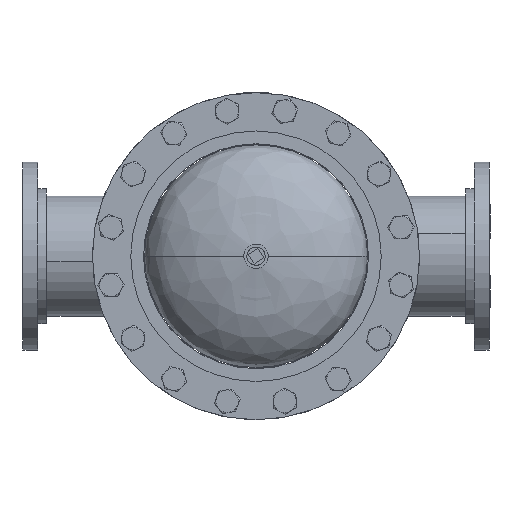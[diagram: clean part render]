
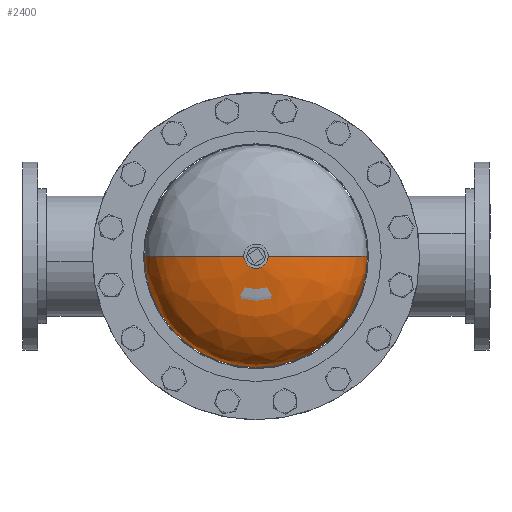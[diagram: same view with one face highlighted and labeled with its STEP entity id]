
A CAD part, front view. The second image highlights one B-rep face of the part: STEP entity #2400.
In plain terms, the highlighted free-form (B-spline) face has degree [3, 3] with [4, 4] control points.
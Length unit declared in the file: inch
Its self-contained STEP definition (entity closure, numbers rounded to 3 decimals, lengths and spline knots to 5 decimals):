
#1 = AXIS2_PLACEMENT_3D ( 'NONE', #13772, #9791, #16549 ) ;
#199 = ORIENTED_EDGE ( 'NONE', *, *, #15836, .F. ) ;
#261 = EDGE_CURVE ( 'NONE', #17214, #15895, #908, .T. ) ;
#850 = DIRECTION ( 'NONE',  ( 0., -1., 0. ) ) ;
#908 = CIRCLE ( 'NONE', #1, 8. ) ;
#1229 = CARTESIAN_POINT ( 'NONE',  ( -5.07546, 4.33799, 0. ) ) ;
#1276 = DIRECTION ( 'NONE',  ( 0., -1., 0. ) ) ;
#1398 = CARTESIAN_POINT ( 'NONE',  ( 0.75, 4.54417, 0. ) ) ;
#1541 = CARTESIAN_POINT ( 'NONE',  ( 0., 0.5125, -8. ) ) ;
#1874 =( BOUNDED_CURVE ( )  B_SPLINE_CURVE ( 3, ( #8006, #3996, #13505, #8258 ),
 .UNSPECIFIED., .F., .F. ) 
 B_SPLINE_CURVE_WITH_KNOTS ( ( 4, 4 ),
 ( 1.66468, 3.14159 ),
 .UNSPECIFIED. ) 
 CURVE ( )  GEOMETRIC_REPRESENTATION_ITEM ( )  RATIONAL_B_SPLINE_CURVE ( ( 1., 0.826, 0.826, 1. ) ) 
 REPRESENTATION_ITEM ( '' )  );
#2400 = ADVANCED_FACE ( 'NONE', ( #16533 ), #5577, .F. ) ;
#2521 = CARTESIAN_POINT ( 'NONE',  ( -8., 0.5125, 0. ) ) ;
#2633 = ORIENTED_EDGE ( 'NONE', *, *, #5599, .T. ) ;
#2658 = VERTEX_POINT ( 'NONE', #7185 ) ;
#2683 = CARTESIAN_POINT ( 'NONE',  ( -8., 0.5125, -16. ) ) ;
#2701 = DIRECTION ( 'NONE',  ( 0., 0., -1. ) ) ;
#3187 = CIRCLE ( 'NONE', #5496, 0.75 ) ;
#3979 = CARTESIAN_POINT ( 'NONE',  ( -5.07546, 4.33799, -10.15091 ) ) ;
#3996 = CARTESIAN_POINT ( 'NONE',  ( -5.07546, 4.33799, 0. ) ) ;
#4196 = DIRECTION ( 'NONE',  ( 0., 0., -1. ) ) ;
#4443 = CARTESIAN_POINT ( 'NONE',  ( 5.07546, 4.33799, 0. ) ) ;
#4528 = AXIS2_PLACEMENT_3D ( 'NONE', #11082, #850, #9128 ) ;
#5189 = VERTEX_POINT ( 'NONE', #17431 ) ;
#5334 = CARTESIAN_POINT ( 'NONE',  ( 8., 0.5125, -16. ) ) ;
#5496 = AXIS2_PLACEMENT_3D ( 'NONE', #10982, #11150, #2701 ) ;
#5500 = ORIENTED_EDGE ( 'NONE', *, *, #10073, .T. ) ;
#5577 =( BOUNDED_SURFACE ( )  B_SPLINE_SURFACE ( 3, 3, ( 
 ( #16369, #16713, #11217, #1398 ),
 ( #1229, #3979, #15172, #9514 ),
 ( #15263, #17711, #11133, #14919 ),
 ( #2521, #2683, #5334, #15003 ) ),
 .UNSPECIFIED., .F., .F., .F. ) 
 B_SPLINE_SURFACE_WITH_KNOTS ( ( 4, 4 ),
 ( 4, 4 ),
 ( 0., 1. ),
 ( 0., 1. ),
 .UNSPECIFIED. ) 
 GEOMETRIC_REPRESENTATION_ITEM ( )  RATIONAL_B_SPLINE_SURFACE ( (
 ( 1., 0.333, 0.333, 1.),
 ( 0.826, 0.275, 0.275, 0.826),
 ( 0.826, 0.275, 0.275, 0.826),
 ( 1., 0.333, 0.333, 1.) ) ) 
 REPRESENTATION_ITEM ( '' )  SURFACE ( )  );
#5599 = EDGE_CURVE ( 'NONE', #8385, #16683, #14925, .T. ) ;
#5983 = CARTESIAN_POINT ( 'NONE',  ( -8., 0.5125, 0. ) ) ;
#6105 = EDGE_CURVE ( 'NONE', #5189, #17214, #1874, .T. ) ;
#6751 = CARTESIAN_POINT ( 'NONE',  ( 0., 0.5125, 0. ) ) ;
#7185 = CARTESIAN_POINT ( 'NONE',  ( 8., 0.5125, 0. ) ) ;
#8006 = CARTESIAN_POINT ( 'NONE',  ( -0.75, 4.54417, 0. ) ) ;
#8258 = CARTESIAN_POINT ( 'NONE',  ( -8., 0.5125, 0. ) ) ;
#8385 = VERTEX_POINT ( 'NONE', #10330 ) ;
#9082 = ORIENTED_EDGE ( 'NONE', *, *, #261, .F. ) ;
#9128 = DIRECTION ( 'NONE',  ( 0., 0., -1. ) ) ;
#9479 = CARTESIAN_POINT ( 'NONE',  ( 0.75, 4.54417, 0. ) ) ;
#9514 = CARTESIAN_POINT ( 'NONE',  ( 5.07546, 4.33799, 0. ) ) ;
#9791 = DIRECTION ( 'NONE',  ( 0., -1., 0. ) ) ;
#10073 = EDGE_CURVE ( 'NONE', #5189, #8385, #3187, .T. ) ;
#10234 = ORIENTED_EDGE ( 'NONE', *, *, #17793, .T. ) ;
#10330 = CARTESIAN_POINT ( 'NONE',  ( 0., 4.54417, -0.75 ) ) ;
#10465 = CARTESIAN_POINT ( 'NONE',  ( 0.75, 4.54417, 0. ) ) ;
#10849 = CIRCLE ( 'NONE', #12284, 8. ) ;
#10982 = CARTESIAN_POINT ( 'NONE',  ( 0., 4.54417, 0. ) ) ;
#11082 = CARTESIAN_POINT ( 'NONE',  ( 0., 4.54417, 0. ) ) ;
#11133 = CARTESIAN_POINT ( 'NONE',  ( 8., 2.71168, -16. ) ) ;
#11150 = DIRECTION ( 'NONE',  ( 0., -1., 0. ) ) ;
#11217 = CARTESIAN_POINT ( 'NONE',  ( 0.75, 4.54417, -1.5 ) ) ;
#11416 = CARTESIAN_POINT ( 'NONE',  ( 8., 0.5125, 0. ) ) ;
#12284 = AXIS2_PLACEMENT_3D ( 'NONE', #6751, #1276, #4196 ) ;
#13505 = CARTESIAN_POINT ( 'NONE',  ( -8., 2.71168, 0. ) ) ;
#13772 = CARTESIAN_POINT ( 'NONE',  ( 0., 0.5125, 0. ) ) ;
#14044 = CARTESIAN_POINT ( 'NONE',  ( 8., 2.71168, 0. ) ) ;
#14180 = EDGE_LOOP ( 'NONE', ( #14650, #5500, #2633, #10234, #199, #9082 ) ) ;
#14260 =( BOUNDED_CURVE ( )  B_SPLINE_CURVE ( 3, ( #9479, #4443, #14044, #11416 ),
 .UNSPECIFIED., .F., .F. ) 
 B_SPLINE_CURVE_WITH_KNOTS ( ( 4, 4 ),
 ( 1.66468, 3.14159 ),
 .UNSPECIFIED. ) 
 CURVE ( )  GEOMETRIC_REPRESENTATION_ITEM ( )  RATIONAL_B_SPLINE_CURVE ( ( 1., 0.826, 0.826, 1. ) ) 
 REPRESENTATION_ITEM ( '' )  );
#14650 = ORIENTED_EDGE ( 'NONE', *, *, #6105, .F. ) ;
#14919 = CARTESIAN_POINT ( 'NONE',  ( 8., 2.71168, 0. ) ) ;
#14925 = CIRCLE ( 'NONE', #4528, 0.75 ) ;
#15003 = CARTESIAN_POINT ( 'NONE',  ( 8., 0.5125, 0. ) ) ;
#15172 = CARTESIAN_POINT ( 'NONE',  ( 5.07546, 4.33799, -10.15091 ) ) ;
#15263 = CARTESIAN_POINT ( 'NONE',  ( -8., 2.71168, 0. ) ) ;
#15836 = EDGE_CURVE ( 'NONE', #15895, #2658, #10849, .T. ) ;
#15895 = VERTEX_POINT ( 'NONE', #1541 ) ;
#16369 = CARTESIAN_POINT ( 'NONE',  ( -0.75, 4.54417, 0. ) ) ;
#16533 = FACE_OUTER_BOUND ( 'NONE', #14180, .T. ) ;
#16549 = DIRECTION ( 'NONE',  ( 0., 0., -1. ) ) ;
#16683 = VERTEX_POINT ( 'NONE', #10465 ) ;
#16713 = CARTESIAN_POINT ( 'NONE',  ( -0.75, 4.54417, -1.5 ) ) ;
#17214 = VERTEX_POINT ( 'NONE', #5983 ) ;
#17431 = CARTESIAN_POINT ( 'NONE',  ( -0.75, 4.54417, 0. ) ) ;
#17711 = CARTESIAN_POINT ( 'NONE',  ( -8., 2.71168, -16. ) ) ;
#17793 = EDGE_CURVE ( 'NONE', #16683, #2658, #14260, .T. ) ;
